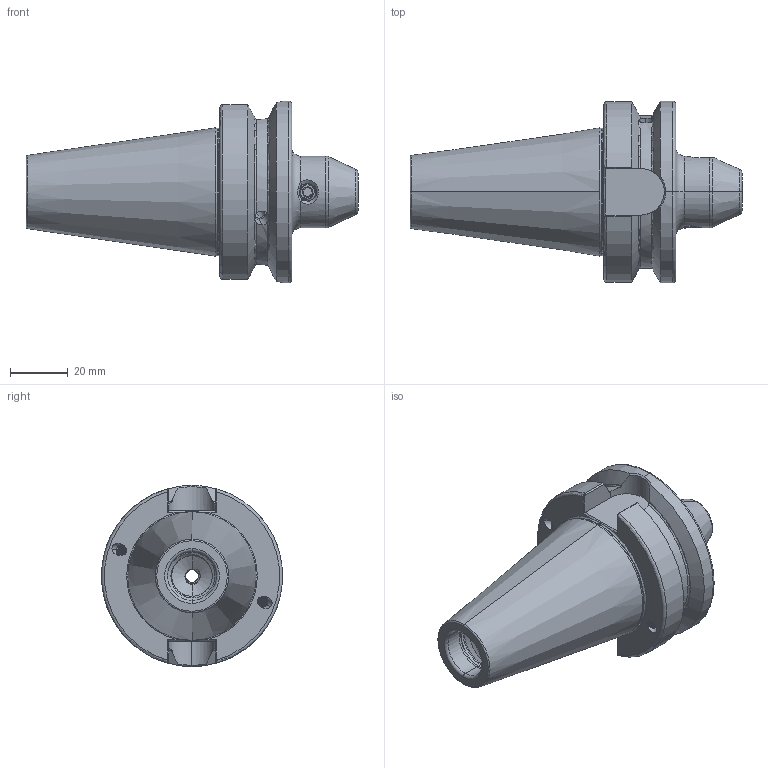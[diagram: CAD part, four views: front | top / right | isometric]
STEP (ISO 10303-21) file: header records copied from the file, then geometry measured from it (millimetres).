
FILE_DESCRIPTION (( 'STEP AP203' ), '1' );
FILE_NAME ('406.05.06.STEP', '2016-08-08T06:24:40', ( '' ), ( '' ), 'SwSTEP 2.0', 'SolidWorks 2012', '' );
FILE_SCHEMA (( 'CONFIG_CONTROL_DESIGN' ));
Length unit declared in the file: millimetre
Products named in the file (3): 406.05.06; 側固6_M6x1_10L
Assembly tree (2 placements, depth 2):
  406.05.06
    406.05.06
    側固6_M6x1_10L
Bounding box: 115.4 x 63 x 63 mm (x, y, z)
Volume: 132799 mm3; surface area: 25834.5 mm2
Topology: 2 solids, 2 shells, 272 faces, 728 edges, 465 vertices
Faces by surface type: cylinder 128, plane 47, bspline 37, cone 29, torus 29, sphere 2
Entity records: 29792 total; most frequent: CARTESIAN_POINT 23669, ORIENTED_EDGE 1452, DIRECTION 974, EDGE_CURVE 726, VERTEX_POINT 465, AXIS2_PLACEMENT_3D 386, EDGE_LOOP 291, FACE_OUTER_BOUND 272
